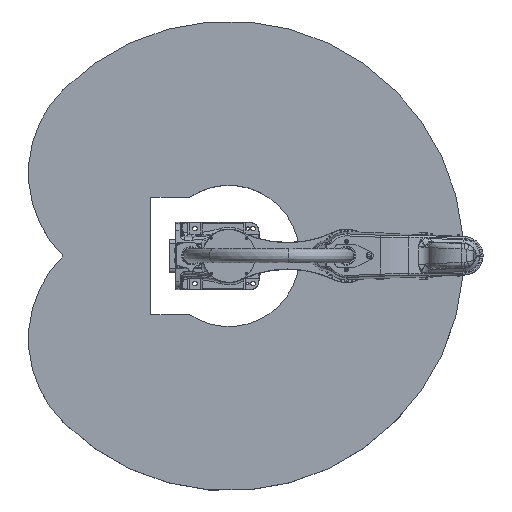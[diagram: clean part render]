
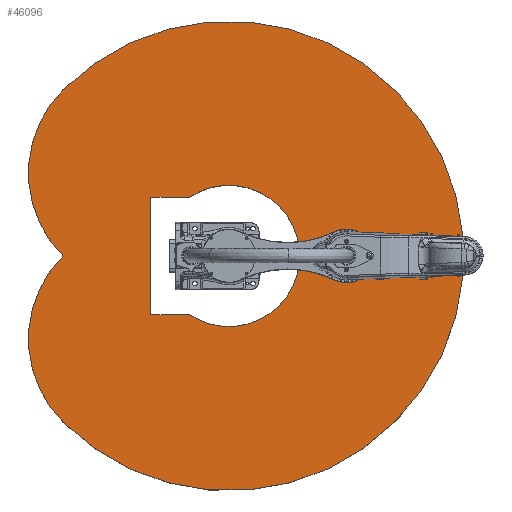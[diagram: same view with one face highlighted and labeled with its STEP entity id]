
A CAD part, top view. The second image highlights one B-rep face of the part: STEP entity #46096.
In plain terms, the highlighted planar face has unit normal (0, 0, 1).
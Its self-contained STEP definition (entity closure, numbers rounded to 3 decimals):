
#934=FACE_BOUND('',#16886,.T.);
#4946=LINE('',#103377,#7905);
#4950=LINE('',#103384,#7909);
#4953=LINE('',#103390,#7912);
#7905=VECTOR('',#63674,10.);
#7909=VECTOR('',#63680,10.);
#7912=VECTOR('',#63685,10.);
#8959=PLANE('',#51229);
#11271=CIRCLE('',#51230,350.);
#11272=CIRCLE('',#51231,700.);
#11273=CIRCLE('',#51232,350.);
#11274=CIRCLE('',#51233,210.494);
#13886=FACE_OUTER_BOUND('',#16885,.T.);
#16885=EDGE_LOOP('',(#41167,#41168,#41169));
#16886=EDGE_LOOP('',(#41170,#41171,#41172,#41173));
#21862=VERTEX_POINT('',#103374);
#21863=VERTEX_POINT('',#103376);
#21865=VERTEX_POINT('',#103382);
#21867=VERTEX_POINT('',#103388);
#21868=VERTEX_POINT('',#103392);
#21869=VERTEX_POINT('',#103393);
#21870=VERTEX_POINT('',#103395);
#28296=EDGE_CURVE('',#21863,#21862,#4946,.T.);
#28300=EDGE_CURVE('',#21862,#21865,#4950,.T.);
#28303=EDGE_CURVE('',#21865,#21867,#4953,.T.);
#28304=EDGE_CURVE('',#21868,#21869,#11271,.T.);
#28305=EDGE_CURVE('',#21869,#21870,#11272,.T.);
#28306=EDGE_CURVE('',#21870,#21868,#11273,.T.);
#28307=EDGE_CURVE('',#21867,#21863,#11274,.T.);
#41167=ORIENTED_EDGE('',*,*,#28304,.T.);
#41168=ORIENTED_EDGE('',*,*,#28305,.T.);
#41169=ORIENTED_EDGE('',*,*,#28306,.T.);
#41170=ORIENTED_EDGE('',*,*,#28296,.T.);
#41171=ORIENTED_EDGE('',*,*,#28300,.T.);
#41172=ORIENTED_EDGE('',*,*,#28303,.T.);
#41173=ORIENTED_EDGE('',*,*,#28307,.T.);
#46096=ADVANCED_FACE('',(#13886,#934),#8959,.T.);
#51229=AXIS2_PLACEMENT_3D('',#103391,#63686,#63687);
#51230=AXIS2_PLACEMENT_3D('',#103394,#63688,#63689);
#51231=AXIS2_PLACEMENT_3D('',#103396,#63690,#63691);
#51232=AXIS2_PLACEMENT_3D('',#103397,#63692,#63693);
#51233=AXIS2_PLACEMENT_3D('',#103398,#63694,#63695);
#63674=DIRECTION('',(-1.,0.,0.));
#63680=DIRECTION('',(0.,1.,0.));
#63685=DIRECTION('',(1.,0.,0.));
#63686=DIRECTION('center_axis',(0.,0.,1.));
#63687=DIRECTION('ref_axis',(1.,0.,0.));
#63688=DIRECTION('center_axis',(0.,0.,1.));
#63689=DIRECTION('ref_axis',(0.707,-0.707,0.));
#63690=DIRECTION('center_axis',(0.,0.,1.));
#63691=DIRECTION('ref_axis',(0.707,0.707,0.));
#63692=DIRECTION('center_axis',(0.,0.,1.));
#63693=DIRECTION('ref_axis',(0.707,-0.707,0.));
#63694=DIRECTION('center_axis',(0.,0.,-1.));
#63695=DIRECTION('ref_axis',(-1.,0.,0.));
#103374=CARTESIAN_POINT('',(-233.,-175.,200.));
#103376=CARTESIAN_POINT('',(-116.973,-175.,200.));
#103377=CARTESIAN_POINT('',(45.953,-175.,200.));
#103382=CARTESIAN_POINT('',(-233.,175.,200.));
#103384=CARTESIAN_POINT('',(-233.,-87.5,200.));
#103388=CARTESIAN_POINT('',(-116.973,175.,200.));
#103390=CARTESIAN_POINT('',(-108.047,175.,200.));
#103391=CARTESIAN_POINT('Origin',(16.906,0.,
200.));
#103392=CARTESIAN_POINT('',(-494.975,0.,200.));
#103393=CARTESIAN_POINT('',(-494.975,-494.975,200.));
#103394=CARTESIAN_POINT('Origin',(-247.487,-247.487,200.));
#103395=CARTESIAN_POINT('',(-494.975,494.975,200.));
#103396=CARTESIAN_POINT('Origin',(0.,0.,200.));
#103397=CARTESIAN_POINT('Origin',(-247.487,247.487,200.));
#103398=CARTESIAN_POINT('Origin',(0.,0.,200.));
